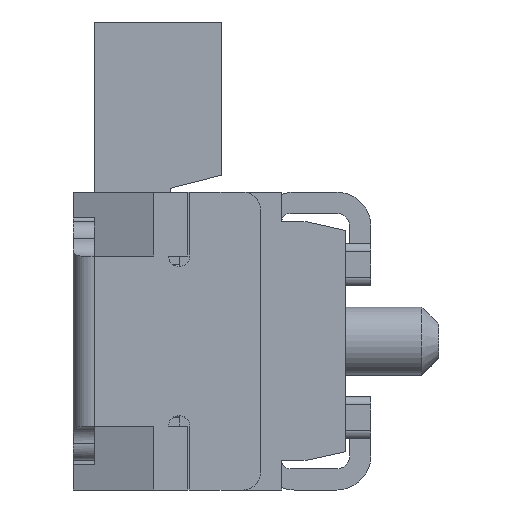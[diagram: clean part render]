
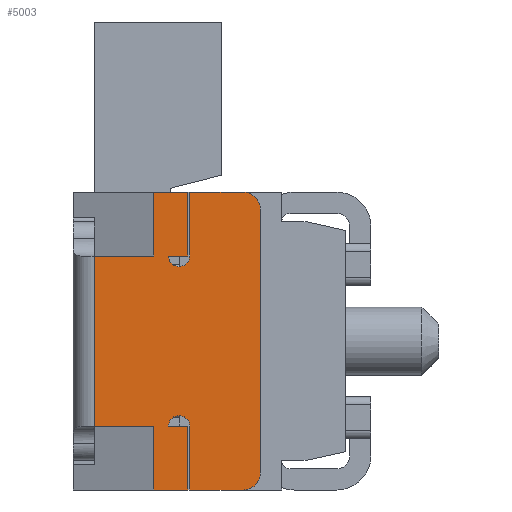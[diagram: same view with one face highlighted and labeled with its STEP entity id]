
A CAD part, left-side view. The second image highlights one B-rep face of the part: STEP entity #5003.
In plain terms, the highlighted planar face has unit normal (-1, 0, 0).
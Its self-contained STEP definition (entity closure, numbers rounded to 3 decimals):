
#197=CIRCLE('',#6936,0.125);
#198=CIRCLE('',#6937,0.2);
#199=CIRCLE('',#6938,0.2);
#200=CIRCLE('',#6939,0.125);
#1241=ORIENTED_EDGE('',*,*,#2297,.T.);
#1242=ORIENTED_EDGE('',*,*,#1883,.F.);
#1243=ORIENTED_EDGE('',*,*,#2201,.F.);
#1244=ORIENTED_EDGE('',*,*,#2070,.F.);
#1245=ORIENTED_EDGE('',*,*,#1970,.F.);
#1246=ORIENTED_EDGE('',*,*,#2126,.F.);
#1247=ORIENTED_EDGE('',*,*,#2298,.T.);
#1248=ORIENTED_EDGE('',*,*,#2299,.F.);
#1249=ORIENTED_EDGE('',*,*,#2068,.F.);
#1250=ORIENTED_EDGE('',*,*,#2300,.F.);
#1251=ORIENTED_EDGE('',*,*,#2301,.F.);
#1252=ORIENTED_EDGE('',*,*,#2302,.F.);
#1253=ORIENTED_EDGE('',*,*,#2051,.F.);
#1254=ORIENTED_EDGE('',*,*,#2303,.F.);
#1255=ORIENTED_EDGE('',*,*,#2304,.T.);
#1256=ORIENTED_EDGE('',*,*,#2129,.F.);
#1257=ORIENTED_EDGE('',*,*,#1965,.F.);
#1258=ORIENTED_EDGE('',*,*,#2048,.F.);
#1259=ORIENTED_EDGE('',*,*,#2200,.F.);
#1260=ORIENTED_EDGE('',*,*,#1873,.T.);
#1873=EDGE_CURVE('',#2579,#2577,#3086,.T.);
#1883=EDGE_CURVE('',#2588,#2584,#3095,.T.);
#1965=EDGE_CURVE('',#2668,#2669,#3155,.T.);
#1970=EDGE_CURVE('',#2672,#2673,#3160,.T.);
#2048=EDGE_CURVE('',#2734,#2668,#3233,.T.);
#2051=EDGE_CURVE('',#2736,#2737,#3236,.T.);
#2068=EDGE_CURVE('',#2745,#2746,#3249,.T.);
#2070=EDGE_CURVE('',#2673,#2747,#3251,.T.);
#2126=EDGE_CURVE('',#2779,#2672,#3297,.T.);
#2129=EDGE_CURVE('',#2669,#2780,#3300,.T.);
#2200=EDGE_CURVE('',#2579,#2734,#3349,.T.);
#2201=EDGE_CURVE('',#2747,#2588,#3350,.T.);
#2297=EDGE_CURVE('',#2577,#2584,#3416,.T.);
#2298=EDGE_CURVE('',#2779,#2873,#197,.T.);
#2299=EDGE_CURVE('',#2746,#2873,#3417,.T.);
#2300=EDGE_CURVE('',#2874,#2745,#198,.T.);
#2301=EDGE_CURVE('',#2875,#2874,#3418,.T.);
#2302=EDGE_CURVE('',#2737,#2875,#199,.T.);
#2303=EDGE_CURVE('',#2876,#2736,#3419,.T.);
#2304=EDGE_CURVE('',#2876,#2780,#200,.T.);
#2577=VERTEX_POINT('',#8766);
#2579=VERTEX_POINT('',#8769);
#2584=VERTEX_POINT('',#8780);
#2588=VERTEX_POINT('',#8788);
#2668=VERTEX_POINT('',#8956);
#2669=VERTEX_POINT('',#8957);
#2672=VERTEX_POINT('',#8965);
#2673=VERTEX_POINT('',#8967);
#2734=VERTEX_POINT('',#9113);
#2736=VERTEX_POINT('',#9118);
#2737=VERTEX_POINT('',#9120);
#2745=VERTEX_POINT('',#9147);
#2746=VERTEX_POINT('',#9149);
#2747=VERTEX_POINT('',#9152);
#2779=VERTEX_POINT('',#9250);
#2780=VERTEX_POINT('',#9256);
#2873=VERTEX_POINT('',#9607);
#2874=VERTEX_POINT('',#9610);
#2875=VERTEX_POINT('',#9612);
#2876=VERTEX_POINT('',#9615);
#3086=LINE('',#8768,#3667);
#3095=LINE('',#8789,#3676);
#3155=LINE('',#8955,#3736);
#3160=LINE('',#8966,#3741);
#3233=LINE('',#9114,#3814);
#3236=LINE('',#9119,#3817);
#3249=LINE('',#9148,#3830);
#3251=LINE('',#9151,#3832);
#3297=LINE('',#9251,#3878);
#3300=LINE('',#9255,#3881);
#3349=LINE('',#9388,#3930);
#3350=LINE('',#9390,#3931);
#3416=LINE('',#9605,#3997);
#3417=LINE('',#9608,#3998);
#3418=LINE('',#9611,#3999);
#3419=LINE('',#9614,#4000);
#3667=VECTOR('',#7313,1000.);
#3676=VECTOR('',#7326,1000.);
#3736=VECTOR('',#7440,1000.);
#3741=VECTOR('',#7447,1000.);
#3814=VECTOR('',#7546,1000.);
#3817=VECTOR('',#7549,1000.);
#3830=VECTOR('',#7576,1000.);
#3832=VECTOR('',#7578,1000.);
#3878=VECTOR('',#7666,1000.);
#3881=VECTOR('',#7671,1000.);
#3930=VECTOR('',#7790,1000.);
#3931=VECTOR('',#7793,1000.);
#3997=VECTOR('',#8069,1000.);
#3998=VECTOR('',#8072,1000.);
#3999=VECTOR('',#8075,1000.);
#4000=VECTOR('',#8078,1000.);
#4295=EDGE_LOOP('',(#1241,#1242,#1243,#1244,#1245,#1246,#1247,#1248,#1249,
#1250,#1251,#1252,#1253,#1254,#1255,#1256,#1257,#1258,#1259,#1260));
#4565=FACE_BOUND('',#4295,.T.);
#4791=PLANE('',#6935);
#5003=ADVANCED_FACE('',(#4565),#4791,.T.);
#6935=AXIS2_PLACEMENT_3D('',#9604,#8067,#8068);
#6936=AXIS2_PLACEMENT_3D('',#9606,#8070,#8071);
#6937=AXIS2_PLACEMENT_3D('',#9609,#8073,#8074);
#6938=AXIS2_PLACEMENT_3D('',#9613,#8076,#8077);
#6939=AXIS2_PLACEMENT_3D('',#9616,#8079,#8080);
#7313=DIRECTION('',(0.,1.,0.));
#7326=DIRECTION('',(0.,1.,0.));
#7440=DIRECTION('',(0.,0.,-1.));
#7447=DIRECTION('',(0.,0.,-1.));
#7546=DIRECTION('',(0.,-1.,0.));
#7549=DIRECTION('',(0.,-1.,0.));
#7576=DIRECTION('',(0.,1.,0.));
#7578=DIRECTION('',(0.,1.,0.));
#7666=DIRECTION('',(0.,-1.,0.));
#7671=DIRECTION('',(0.,1.,0.));
#7790=DIRECTION('',(0.,0.,1.));
#7793=DIRECTION('',(0.,0.,1.));
#8067=DIRECTION('',(-1.,0.,0.));
#8068=DIRECTION('',(0.,0.,1.));
#8069=DIRECTION('',(0.,0.,-1.));
#8070=DIRECTION('',(1.,0.,0.));
#8071=DIRECTION('',(0.,0.,-1.));
#8072=DIRECTION('',(0.,0.,1.));
#8073=DIRECTION('',(1.,0.,0.));
#8074=DIRECTION('',(0.,0.,-1.));
#8075=DIRECTION('',(0.,0.,-1.));
#8076=DIRECTION('',(1.,0.,0.));
#8077=DIRECTION('',(0.,0.,-1.));
#8078=DIRECTION('',(0.,0.,1.));
#8079=DIRECTION('',(1.,0.,0.));
#8080=DIRECTION('',(0.,0.,-1.));
#8766=CARTESIAN_POINT('',(-4.25,-0.25,1.));
#8768=CARTESIAN_POINT('',(-4.25,-0.25,1.));
#8769=CARTESIAN_POINT('',(-4.25,-0.95,1.));
#8780=CARTESIAN_POINT('',(-4.25,-0.25,-1.));
#8788=CARTESIAN_POINT('',(-4.25,-0.95,-1.));
#8789=CARTESIAN_POINT('',(-4.25,-0.25,-1.));
#8955=CARTESIAN_POINT('',(-4.25,-1.35,0.));
#8956=CARTESIAN_POINT('',(-4.25,-1.35,1.75));
#8957=CARTESIAN_POINT('',(-4.25,-1.35,1.));
#8965=CARTESIAN_POINT('',(-4.25,-1.35,-1.));
#8966=CARTESIAN_POINT('',(-4.25,-1.35,0.));
#8967=CARTESIAN_POINT('',(-4.25,-1.35,-1.75));
#9113=CARTESIAN_POINT('',(-4.25,-0.95,1.75));
#9114=CARTESIAN_POINT('',(-4.25,0.,1.75));
#9118=CARTESIAN_POINT('',(-4.25,-1.37,1.75));
#9119=CARTESIAN_POINT('',(-4.25,-1.37,1.75));
#9120=CARTESIAN_POINT('',(-4.25,-2.,1.75));
#9147=CARTESIAN_POINT('',(-4.25,-2.,-1.75));
#9148=CARTESIAN_POINT('',(-4.25,-2.,-1.75));
#9149=CARTESIAN_POINT('',(-4.25,-1.37,-1.75));
#9151=CARTESIAN_POINT('',(-4.25,-2.45,-1.75));
#9152=CARTESIAN_POINT('',(-4.25,-0.95,-1.75));
#9250=CARTESIAN_POINT('',(-4.25,-1.12,-1.));
#9251=CARTESIAN_POINT('',(-4.25,-0.25,-1.));
#9255=CARTESIAN_POINT('',(-4.25,-1.25,1.));
#9256=CARTESIAN_POINT('',(-4.25,-1.12,1.));
#9388=CARTESIAN_POINT('',(-4.25,-0.95,0.));
#9390=CARTESIAN_POINT('',(-4.25,-0.95,0.));
#9604=CARTESIAN_POINT('',(-4.25,-0.25,-1.));
#9605=CARTESIAN_POINT('',(-4.25,-0.25,1.2));
#9606=CARTESIAN_POINT('',(-4.25,-1.245,-1.));
#9607=CARTESIAN_POINT('',(-4.25,-1.37,-1.));
#9608=CARTESIAN_POINT('',(-4.25,-1.37,-1.75));
#9609=CARTESIAN_POINT('',(-4.25,-2.,-1.55));
#9610=CARTESIAN_POINT('',(-4.25,-2.2,-1.55));
#9611=CARTESIAN_POINT('',(-4.25,-2.2,1.55));
#9612=CARTESIAN_POINT('',(-4.25,-2.2,1.55));
#9613=CARTESIAN_POINT('',(-4.25,-2.,1.55));
#9614=CARTESIAN_POINT('',(-4.25,-1.37,1.));
#9615=CARTESIAN_POINT('',(-4.25,-1.37,1.));
#9616=CARTESIAN_POINT('',(-4.25,-1.245,1.));
